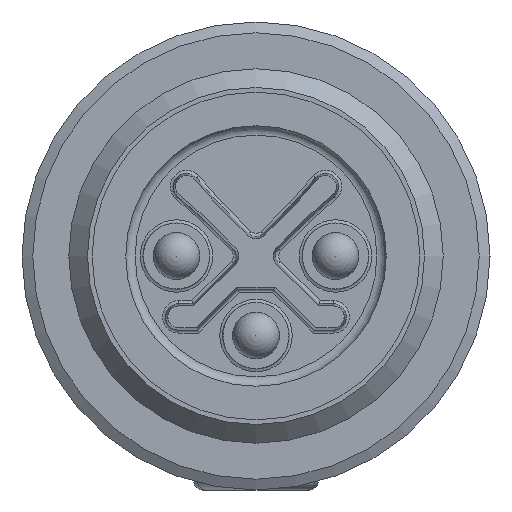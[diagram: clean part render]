
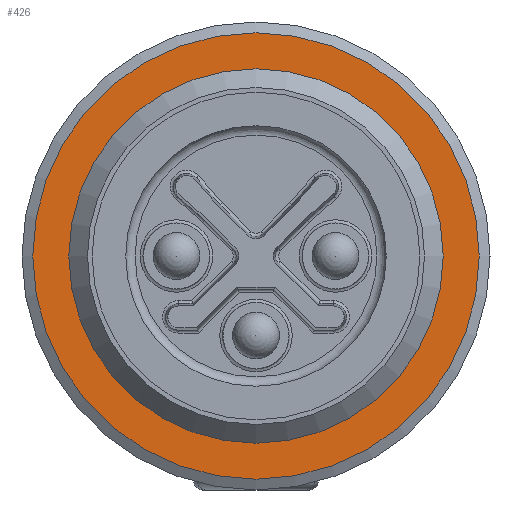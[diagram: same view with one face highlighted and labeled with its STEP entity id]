
A CAD part, left-side view. The second image highlights one B-rep face of the part: STEP entity #426.
In plain terms, the highlighted planar face has unit normal (-1, 0, 0).
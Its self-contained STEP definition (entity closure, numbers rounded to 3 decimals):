
#158=PLANE('',#3537);
#226=FACE_BOUND('',#914,.T.);
#227=FACE_BOUND('',#915,.T.);
#426=ADVANCED_FACE('',(#226,#227),#158,.F.);
#914=EDGE_LOOP('',(#1677));
#915=EDGE_LOOP('',(#1678));
#1677=ORIENTED_EDGE('',*,*,#2595,.F.);
#1678=ORIENTED_EDGE('',*,*,#2594,.T.);
#2190=VERTEX_POINT('',#7812);
#2191=VERTEX_POINT('',#7815);
#2594=EDGE_CURVE('',#2190,#2190,#3210,.T.);
#2595=EDGE_CURVE('',#2191,#2191,#3211,.T.);
#3210=CIRCLE('',#3534,7.154);
#3211=CIRCLE('',#3536,6.);
#3534=AXIS2_PLACEMENT_3D('',#7811,#4295,#4296);
#3536=AXIS2_PLACEMENT_3D('',#7814,#4299,#4300);
#3537=AXIS2_PLACEMENT_3D('',#7816,#4301,#4302);
#4295=DIRECTION('',(-1.,0.,0.));
#4296=DIRECTION('',(0.,0.,-1.));
#4299=DIRECTION('',(-1.,0.,0.));
#4300=DIRECTION('',(0.,0.,-1.));
#4301=DIRECTION('',(1.,0.,0.));
#4302=DIRECTION('',(0.,0.,1.));
#7811=CARTESIAN_POINT('',(42.5,50.,0.));
#7812=CARTESIAN_POINT('',(42.5,50.,-7.154));
#7814=CARTESIAN_POINT('',(42.5,50.,0.));
#7815=CARTESIAN_POINT('',(42.5,50.,-6.));
#7816=CARTESIAN_POINT('',(42.5,42.846,0.));
